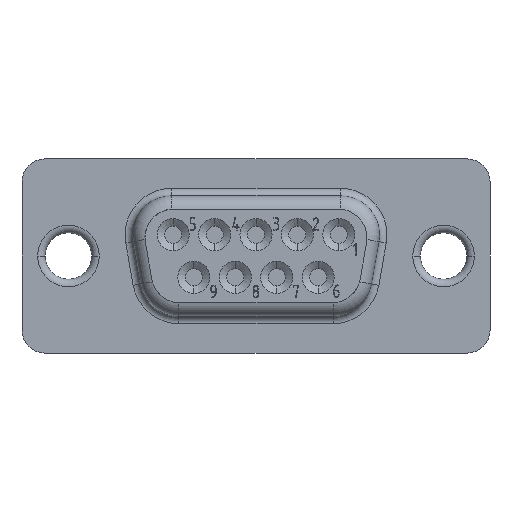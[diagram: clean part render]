
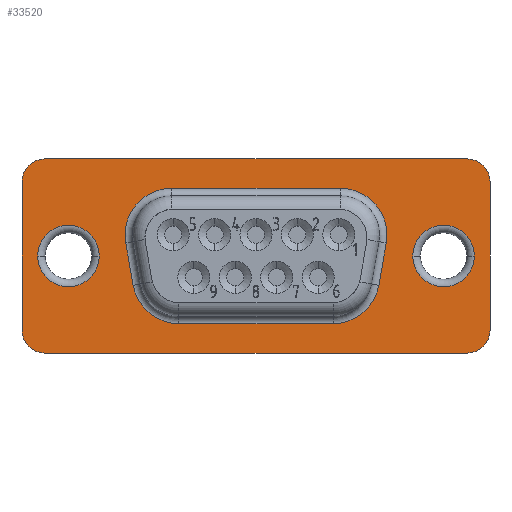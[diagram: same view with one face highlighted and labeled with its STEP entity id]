
A CAD part, front view. The second image highlights one B-rep face of the part: STEP entity #33520.
In plain terms, the highlighted face is planar.
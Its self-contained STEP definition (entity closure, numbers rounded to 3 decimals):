
#2060=CARTESIAN_POINT('',(-210.971,207.832,0.66));
#2070=VERTEX_POINT('',#2060);
#2100=CARTESIAN_POINT('',(-194.125,207.832,0.66
));
#2110=DIRECTION('',(1.,0.,0.));
#2120=VECTOR('',#2110,1.);
#2130=LINE('',#2100,#2120);
#2140=CARTESIAN_POINT('',(-220.901,207.832,0.66));
#2150=VERTEX_POINT('',#2140);
#2160=EDGE_CURVE('',#2150,#2070,#2130,.T.);
#7780=CARTESIAN_POINT('',(-210.971,178.142,0.66));
#7790=DIRECTION('',(0.,0.,1.));
#7800=DIRECTION('',(1.,0.,0.));
#7810=AXIS2_PLACEMENT_3D('',#7780,#7790,#7800);
#7820=CIRCLE('',#7810,1.5);
#7830=CARTESIAN_POINT('',(-210.971,176.642,0.66));
#7840=VERTEX_POINT('',#7830);
#7850=CARTESIAN_POINT('',(-209.471,178.142,0.66));
#7860=VERTEX_POINT('',#7850);
#7870=EDGE_CURVE('',#7840,#7860,#7820,.T.);
#12280=CARTESIAN_POINT('',(-209.471,206.332,0.66));
#12290=VERTEX_POINT('',#12280);
#12390=CARTESIAN_POINT('',(-209.471,175.246,
0.66));
#12400=DIRECTION('',(0.,-1.,0.));
#12410=VECTOR('',#12400,1.);
#12420=LINE('',#12390,#12410);
#12430=EDGE_CURVE('',#12290,#7860,#12420,.T.);
#18090=CARTESIAN_POINT('',(-216.595,199.822,
0.66));
#18100=DIRECTION('',(0.,0.,1.));
#18110=DIRECTION('',(-1.,0.,0.));
#18120=AXIS2_PLACEMENT_3D('',#18090,#18100,#18110);
#18130=PLANE('',#18120);
#18420=CARTESIAN_POINT('',(-194.125,176.642,
0.66));
#18430=DIRECTION('',(-1.,0.,0.));
#18440=VECTOR('',#18430,1.);
#18450=LINE('',#18420,#18440);
#18460=CARTESIAN_POINT('',(-220.901,176.642,0.66));
#18470=VERTEX_POINT('',#18460);
#18480=EDGE_CURVE('',#7840,#18470,#18450,.T.);
#32070=CARTESIAN_POINT('',(-215.936,204.737,0.66));
#32080=DIRECTION('',(0.,0.,1.));
#32090=DIRECTION('',(0.,1.,0.));
#32100=AXIS2_PLACEMENT_3D('',#32070,#32080,#32090);
#32110=CIRCLE('',#32100,2.05);
#32120=CARTESIAN_POINT('',(-217.986,204.737,0.66));
#32130=VERTEX_POINT('',#32120);
#32140=CARTESIAN_POINT('',(-215.936,202.687,0.66));
#32150=VERTEX_POINT('',#32140);
#32160=EDGE_CURVE('',#32130,#32150,#32110,.T.);
#32170=ORIENTED_EDGE('',*,*,#32160,.F.);
#32180=CARTESIAN_POINT('',(-215.936,206.787,0.66));
#32190=VERTEX_POINT('',#32180);
#32200=EDGE_CURVE('',#32150,#32190,#32110,.T.);
#32210=ORIENTED_EDGE('',*,*,#32200,.F.);
#32220=EDGE_CURVE('',#32190,#32130,#32110,.T.);
#32230=ORIENTED_EDGE('',*,*,#32220,.F.);
#32240=EDGE_LOOP('',(#32230,#32210,#32170));
#32250=FACE_BOUND('',#32240,.T.);
#32260=CARTESIAN_POINT('',(-215.936,179.737,0.66));
#32270=DIRECTION('',(0.,0.,1.));
#32280=DIRECTION('',(0.,1.,0.));
#32290=AXIS2_PLACEMENT_3D('',#32260,#32270,#32280);
#32300=CIRCLE('',#32290,2.05);
#32310=CARTESIAN_POINT('',(-217.986,179.737,0.66));
#32320=VERTEX_POINT('',#32310);
#32330=CARTESIAN_POINT('',(-215.936,177.687,0.66));
#32340=VERTEX_POINT('',#32330);
#32350=EDGE_CURVE('',#32320,#32340,#32300,.T.);
#32360=ORIENTED_EDGE('',*,*,#32350,.F.);
#32370=CARTESIAN_POINT('',(-215.936,181.787,0.66));
#32380=VERTEX_POINT('',#32370);
#32390=EDGE_CURVE('',#32340,#32380,#32300,.T.);
#32400=ORIENTED_EDGE('',*,*,#32390,.F.);
#32410=EDGE_CURVE('',#32380,#32320,#32300,.T.);
#32420=ORIENTED_EDGE('',*,*,#32410,.F.);
#32430=EDGE_LOOP('',(#32420,#32400,#32360));
#32440=FACE_BOUND('',#32430,.T.);
#32450=CARTESIAN_POINT('',(-214.526,186.607,0.66));
#32460=DIRECTION('',(0.,0.,1.));
#32470=DIRECTION('',(1.,0.,0.));
#32480=AXIS2_PLACEMENT_3D('',#32450,#32460,#32470);
#32490=CIRCLE('',#32480,3.1);
#32500=CARTESIAN_POINT('',(-215.064,183.554,
0.66));
#32510=VERTEX_POINT('',#32500);
#32520=CARTESIAN_POINT('',(-211.426,186.607,0.66));
#32530=VERTEX_POINT('',#32520);
#32540=EDGE_CURVE('',#32510,#32530,#32490,.T.);
#32550=ORIENTED_EDGE('',*,*,#32540,.F.);
#32560=CARTESIAN_POINT('',(-211.426,175.246,
0.66));
#32570=DIRECTION('',(0.,1.,0.));
#32580=VECTOR('',#32570,1.);
#32590=LINE('',#32560,#32580);
#32600=CARTESIAN_POINT('',(-211.426,197.867,0.66));
#32610=VERTEX_POINT('',#32600);
#32620=EDGE_CURVE('',#32530,#32610,#32590,.T.);
#32630=ORIENTED_EDGE('',*,*,#32620,.F.);
#32640=CARTESIAN_POINT('',(-214.526,197.867,0.66));
#32650=DIRECTION('',(0.,0.,1.));
#32660=DIRECTION('',(1.,0.,0.));
#32670=AXIS2_PLACEMENT_3D('',#32640,#32650,#32660);
#32680=CIRCLE('',#32670,3.1);
#32690=CARTESIAN_POINT('',(-215.064,200.92,
0.66));
#32700=VERTEX_POINT('',#32690);
#32710=EDGE_CURVE('',#32610,#32700,#32680,.T.);
#32720=ORIENTED_EDGE('',*,*,#32710,.F.);
#32730=CARTESIAN_POINT('',(-194.125,204.612,
0.66));
#32740=DIRECTION('',(0.985,0.174,0.));
#32750=VECTOR('',#32740,1.);
#32760=LINE('',#32730,#32750);
#32770=CARTESIAN_POINT('',(-217.884,200.423,
0.66));
#32780=VERTEX_POINT('',#32770);
#32790=EDGE_CURVE('',#32780,#32700,#32760,.T.);
#32800=ORIENTED_EDGE('',*,*,#32790,.T.);
#32810=CARTESIAN_POINT('',(-217.346,197.37,
0.66));
#32820=DIRECTION('',(0.,0.,-1.));
#32830=DIRECTION('',(-1.,0.,0.));
#32840=AXIS2_PLACEMENT_3D('',#32810,#32820,#32830);
#32850=CIRCLE('',#32840,3.1);
#32860=CARTESIAN_POINT('',(-220.446,197.37,
0.66));
#32870=VERTEX_POINT('',#32860);
#32880=EDGE_CURVE('',#32870,#32780,#32850,.T.);
#32890=ORIENTED_EDGE('',*,*,#32880,.T.);
#32900=CARTESIAN_POINT('',(-220.446,175.246,
0.66));
#32910=DIRECTION('',(0.,-1.,0.));
#32920=VECTOR('',#32910,1.);
#32930=LINE('',#32900,#32920);
#32940=CARTESIAN_POINT('',(-220.446,187.105,
0.66));
#32950=VERTEX_POINT('',#32940);
#32960=EDGE_CURVE('',#32870,#32950,#32930,.T.);
#32970=ORIENTED_EDGE('',*,*,#32960,.F.);
#32980=CARTESIAN_POINT('',(-217.346,187.105,
0.66));
#32990=DIRECTION('',(0.,0.,-1.));
#33000=DIRECTION('',(-1.,0.,0.));
#33010=AXIS2_PLACEMENT_3D('',#32980,#32990,#33000);
#33020=CIRCLE('',#33010,3.1);
#33030=CARTESIAN_POINT('',(-217.884,184.052,
0.66));
#33040=VERTEX_POINT('',#33030);
#33050=EDGE_CURVE('',#33040,#32950,#33020,.T.);
#33060=ORIENTED_EDGE('',*,*,#33050,.T.);
#33070=CARTESIAN_POINT('',(-194.125,179.862,
0.66));
#33080=DIRECTION('',(-0.985,0.174,0.));
#33090=VECTOR('',#33080,1.);
#33100=LINE('',#33070,#33090);
#33110=EDGE_CURVE('',#32510,#33040,#33100,.T.);
#33120=ORIENTED_EDGE('',*,*,#33110,.T.);
#33130=EDGE_LOOP('',(#33120,#33060,#32970,#32890,#32800,#32720,#32630,
#32550));
#33140=FACE_BOUND('',#33130,.T.);
#33150=CARTESIAN_POINT('',(-220.901,206.332,0.66));
#33160=DIRECTION('',(0.,0.,1.));
#33170=DIRECTION('',(1.,0.,0.));
#33180=AXIS2_PLACEMENT_3D('',#33150,#33160,#33170);
#33190=CIRCLE('',#33180,1.5);
#33200=CARTESIAN_POINT('',(-222.401,206.332,0.66));
#33210=VERTEX_POINT('',#33200);
#33220=EDGE_CURVE('',#2150,#33210,#33190,.T.);
#33230=ORIENTED_EDGE('',*,*,#33220,.T.);
#33240=ORIENTED_EDGE('',*,*,#2160,.F.);
#33250=CARTESIAN_POINT('',(-210.971,206.332,0.66));
#33260=DIRECTION('',(0.,0.,-1.));
#33270=DIRECTION('',(-1.,0.,0.));
#33280=AXIS2_PLACEMENT_3D('',#33250,#33260,#33270);
#33290=CIRCLE('',#33280,1.5);
#33300=EDGE_CURVE('',#2070,#12290,#33290,.T.);
#33310=ORIENTED_EDGE('',*,*,#33300,.F.);
#33320=ORIENTED_EDGE('',*,*,#12430,.F.);
#33330=ORIENTED_EDGE('',*,*,#7870,.T.);
#33340=ORIENTED_EDGE('',*,*,#18480,.F.);
#33350=CARTESIAN_POINT('',(-220.901,178.142,0.66));
#33360=DIRECTION('',(0.,0.,-1.));
#33370=DIRECTION('',(-1.,0.,0.));
#33380=AXIS2_PLACEMENT_3D('',#33350,#33360,#33370);
#33390=CIRCLE('',#33380,1.5);
#33400=CARTESIAN_POINT('',(-222.401,178.142,0.66));
#33410=VERTEX_POINT('',#33400);
#33420=EDGE_CURVE('',#18470,#33410,#33390,.T.);
#33430=ORIENTED_EDGE('',*,*,#33420,.F.);
#33440=CARTESIAN_POINT('',(-222.401,175.246,0.66));
#33450=DIRECTION('',(0.,-1.,0.));
#33460=VECTOR('',#33450,1.);
#33470=LINE('',#33440,#33460);
#33480=EDGE_CURVE('',#33210,#33410,#33470,.T.);
#33490=ORIENTED_EDGE('',*,*,#33480,.T.);
#33500=EDGE_LOOP('',(#33490,#33430,#33340,#33330,#33320,#33310,#33240,
#33230));
#33510=FACE_OUTER_BOUND('',#33500,.T.);
#33520=ADVANCED_FACE('',(#32250,#32440,#33140,#33510),#18130,.T.);
